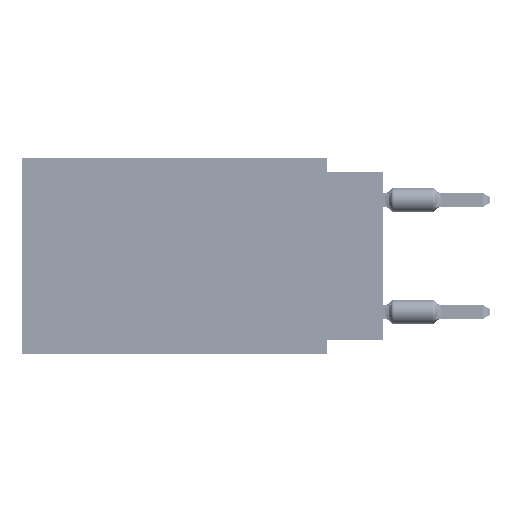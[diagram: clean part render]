
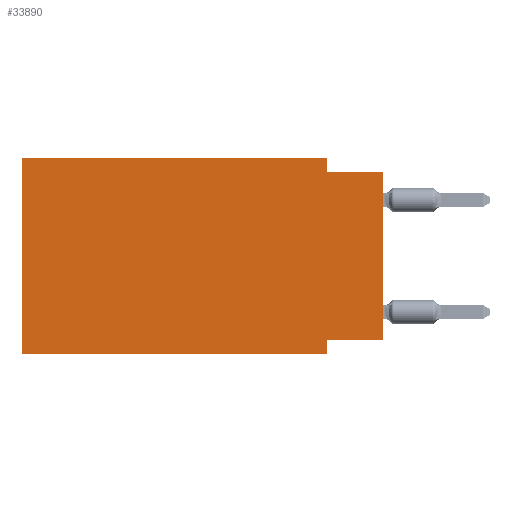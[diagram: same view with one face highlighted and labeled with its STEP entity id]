
A CAD part, left-side view. The second image highlights one B-rep face of the part: STEP entity #33890.
In plain terms, the highlighted planar face has unit normal (-1, 0, 0).
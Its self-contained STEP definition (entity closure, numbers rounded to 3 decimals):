
#2396 = AXIS2_PLACEMENT_3D ( 'NONE', #59174, #32603, #66507 ) ;
#5225 = EDGE_CURVE ( 'NONE', #27133, #15967, #24768, .T. ) ;
#7472 = DIRECTION ( 'NONE',  ( 0., 0., -1. ) ) ;
#8445 = EDGE_CURVE ( 'NONE', #64245, #52976, #54110, .T. ) ;
#8524 = VECTOR ( 'NONE', #46120, 1000. ) ;
#12559 = VECTOR ( 'NONE', #54273, 1000. ) ;
#13007 = EDGE_CURVE ( 'NONE', #19264, #34581, #17184, .T. ) ;
#14864 = VECTOR ( 'NONE', #18505, 1000. ) ;
#15097 = VECTOR ( 'NONE', #62702, 1000. ) ;
#15967 = VERTEX_POINT ( 'NONE', #21346 ) ;
#16338 = EDGE_CURVE ( 'NONE', #19462, #19264, #51276, .T. ) ;
#17141 = DIRECTION ( 'NONE',  ( 0., 0., 1. ) ) ;
#17184 = LINE ( 'NONE', #32267, #12559 ) ;
#17962 = CARTESIAN_POINT ( 'NONE',  ( 0., 2.54, -8.89 ) ) ;
#18505 = DIRECTION ( 'NONE',  ( 0., 1., 0. ) ) ;
#18519 = CARTESIAN_POINT ( 'NONE',  ( 0., 16.383, 0. ) ) ;
#19264 = VERTEX_POINT ( 'NONE', #36763 ) ;
#19462 = VERTEX_POINT ( 'NONE', #18519 ) ;
#19626 = ORIENTED_EDGE ( 'NONE', *, *, #67276, .F. ) ;
#20246 = ORIENTED_EDGE ( 'NONE', *, *, #68354, .F. ) ;
#20678 = EDGE_LOOP ( 'NONE', ( #52220, #54994, #50912, #24476, #50647, #51016, #20246, #19626 ) ) ;
#20909 = DIRECTION ( 'NONE',  ( 0., -1., 0. ) ) ;
#21346 = CARTESIAN_POINT ( 'NONE',  ( 0., 0., -0.635 ) ) ;
#21992 = VECTOR ( 'NONE', #61750, 1000. ) ;
#24476 = ORIENTED_EDGE ( 'NONE', *, *, #16338, .F. ) ;
#24768 = LINE ( 'NONE', #45087, #8524 ) ;
#26433 = CARTESIAN_POINT ( 'NONE',  ( 0., 2.54, -8.89 ) ) ;
#26672 = FACE_OUTER_BOUND ( 'NONE', #20678, .T. ) ;
#27133 = VERTEX_POINT ( 'NONE', #30824 ) ;
#27675 = VERTEX_POINT ( 'NONE', #48830 ) ;
#28833 = CARTESIAN_POINT ( 'NONE',  ( 0., 16.383, -8.89 ) ) ;
#29241 = CARTESIAN_POINT ( 'NONE',  ( 0., 16.383, 0. ) ) ;
#30029 = CARTESIAN_POINT ( 'NONE',  ( 0., 2.54, -0.635 ) ) ;
#30824 = CARTESIAN_POINT ( 'NONE',  ( 0., 0., -8.255 ) ) ;
#32267 = CARTESIAN_POINT ( 'NONE',  ( 0., 2.54, 0. ) ) ;
#32603 = DIRECTION ( 'NONE',  ( 1., 0., 0. ) ) ;
#33551 = LINE ( 'NONE', #45089, #14864 ) ;
#33890 = ADVANCED_FACE ( 'NONE', ( #26672 ), #37853, .F. ) ;
#34581 = VERTEX_POINT ( 'NONE', #30029 ) ;
#35663 = VECTOR ( 'NONE', #17141, 1000. ) ;
#36763 = CARTESIAN_POINT ( 'NONE',  ( 0., 2.54, 0. ) ) ;
#37853 = PLANE ( 'NONE',  #2396 ) ;
#40702 = EDGE_CURVE ( 'NONE', #34581, #15967, #65965, .T. ) ;
#45087 = CARTESIAN_POINT ( 'NONE',  ( 0., 0., 0. ) ) ;
#45089 = CARTESIAN_POINT ( 'NONE',  ( 0., 0., -8.255 ) ) ;
#46120 = DIRECTION ( 'NONE',  ( 0., 0., 1. ) ) ;
#46631 = CARTESIAN_POINT ( 'NONE',  ( 0., 0., -0.635 ) ) ;
#48830 = CARTESIAN_POINT ( 'NONE',  ( 0., 2.54, -8.255 ) ) ;
#50647 = ORIENTED_EDGE ( 'NONE', *, *, #60703, .F. ) ;
#50912 = ORIENTED_EDGE ( 'NONE', *, *, #13007, .F. ) ;
#51016 = ORIENTED_EDGE ( 'NONE', *, *, #8445, .T. ) ;
#51276 = LINE ( 'NONE', #29241, #21992 ) ;
#52220 = ORIENTED_EDGE ( 'NONE', *, *, #5225, .T. ) ;
#52968 = VECTOR ( 'NONE', #7472, 1000. ) ;
#52976 = VERTEX_POINT ( 'NONE', #26433 ) ;
#54110 = LINE ( 'NONE', #28833, #59969 ) ;
#54273 = DIRECTION ( 'NONE',  ( 0., 0., -1. ) ) ;
#54994 = ORIENTED_EDGE ( 'NONE', *, *, #40702, .F. ) ;
#59151 = CARTESIAN_POINT ( 'NONE',  ( 0., 16.383, -8.89 ) ) ;
#59174 = CARTESIAN_POINT ( 'NONE',  ( 0., 16.383, 0. ) ) ;
#59463 = LINE ( 'NONE', #65065, #35663 ) ;
#59969 = VECTOR ( 'NONE', #20909, 1000. ) ;
#60703 = EDGE_CURVE ( 'NONE', #64245, #19462, #59463, .T. ) ;
#61750 = DIRECTION ( 'NONE',  ( 0., -1., 0. ) ) ;
#62702 = DIRECTION ( 'NONE',  ( 0., -1., 0. ) ) ;
#64245 = VERTEX_POINT ( 'NONE', #59151 ) ;
#65065 = CARTESIAN_POINT ( 'NONE',  ( 0., 16.383, 0. ) ) ;
#65545 = LINE ( 'NONE', #17962, #52968 ) ;
#65965 = LINE ( 'NONE', #46631, #15097 ) ;
#66507 = DIRECTION ( 'NONE',  ( 0., 0., -1. ) ) ;
#67276 = EDGE_CURVE ( 'NONE', #27133, #27675, #33551, .T. ) ;
#68354 = EDGE_CURVE ( 'NONE', #27675, #52976, #65545, .T. ) ;
